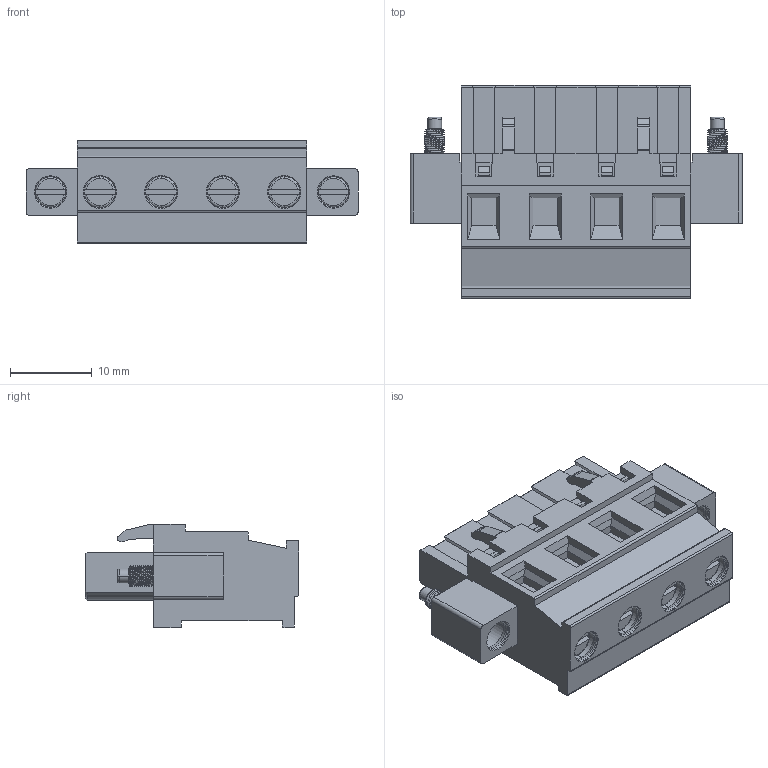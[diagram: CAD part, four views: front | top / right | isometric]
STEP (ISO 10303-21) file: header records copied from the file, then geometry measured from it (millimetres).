
FILE_DESCRIPTION((''),'2;1');
FILE_NAME('WJ2EDGKAM-750-4P-00A','2017-03-16T',('QZY'),(''),'CREO PARAMETRIC BY PTC INC, 2014440','CREO PARAMETRIC BY PTC INC, 2014440','');
FILE_SCHEMA(('CONFIG_CONTROL_DESIGN'));
Length unit declared in the file: millimetre
Products named in the file (1): WJ2EDGKAM-750-4P-00A
Bounding box: 40.5 x 26 x 12.6 mm (x, y, z)
Volume: 6661.8 mm3; surface area: 4114.5 mm2
Topology: 1 solids, 1 shells, 520 faces, 1314 edges, 836 vertices
Faces by surface type: plane 308, cylinder 104, cone 52, torus 36, bspline 20
Entity records: 20236 total; most frequent: CARTESIAN_POINT 7799, ORIENTED_EDGE 2628, DIRECTION 2468, EDGE_CURVE 1314, VECTOR 844, LINE 844, VERTEX_POINT 836, AXIS2_PLACEMENT_3D 812
